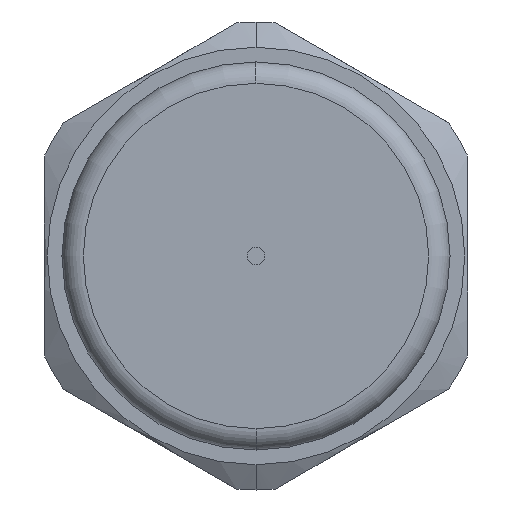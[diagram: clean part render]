
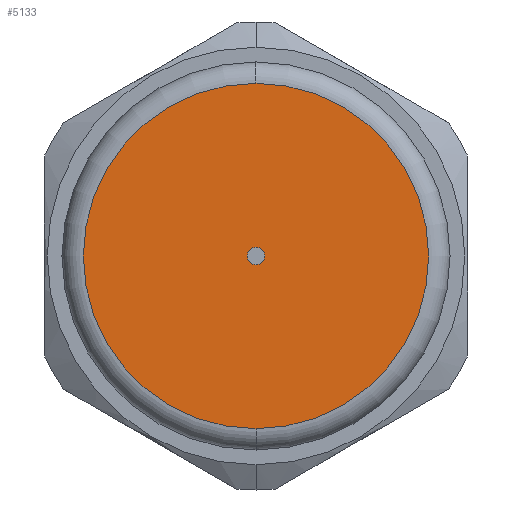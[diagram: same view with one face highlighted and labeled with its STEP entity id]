
A CAD part, left-side view. The second image highlights one B-rep face of the part: STEP entity #5133.
In plain terms, the highlighted planar face has unit normal (-1, 0, 0).
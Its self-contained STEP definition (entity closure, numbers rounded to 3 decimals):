
#44 = FACE_BOUND ( 'NONE', #1268, .T. ) ;
#465 = CARTESIAN_POINT ( 'NONE',  ( -81.893, 0., 0. ) ) ;
#542 = CARTESIAN_POINT ( 'NONE',  ( -81.893, 0., -0.6 ) ) ;
#561 = DIRECTION ( 'NONE',  ( 1., 0., 0. ) ) ;
#857 = AXIS2_PLACEMENT_3D ( 'NONE', #542, #3629, #5691 ) ;
#1124 = VERTEX_POINT ( 'NONE', #7478 ) ;
#1161 = CARTESIAN_POINT ( 'NONE',  ( -81.893, 0., -11.658 ) ) ;
#1187 = CARTESIAN_POINT ( 'NONE',  ( -81.893, 0., -0.6 ) ) ;
#1268 = EDGE_LOOP ( 'NONE', ( #3815, #5360 ) ) ;
#1307 = CARTESIAN_POINT ( 'NONE',  ( -81.893, 0., 0. ) ) ;
#1434 = DIRECTION ( 'NONE',  ( 1., 0., 0. ) ) ;
#1481 = CARTESIAN_POINT ( 'NONE',  ( -81.893, 0., 0. ) ) ;
#1673 = CIRCLE ( 'NONE', #7904, 11.658 ) ;
#1954 = EDGE_LOOP ( 'NONE', ( #4799, #6475 ) ) ;
#2650 = EDGE_CURVE ( 'NONE', #3009, #1124, #6595, .T. ) ;
#2933 = AXIS2_PLACEMENT_3D ( 'NONE', #1481, #1434, #6371 ) ;
#3009 = VERTEX_POINT ( 'NONE', #1187 ) ;
#3502 = CIRCLE ( 'NONE', #2933, 11.658 ) ;
#3551 = CARTESIAN_POINT ( 'NONE',  ( -81.893, 0., 0. ) ) ;
#3629 = DIRECTION ( 'NONE',  ( -1., 0., 0. ) ) ;
#3642 = CARTESIAN_POINT ( 'NONE',  ( -81.893, 0., 11.658 ) ) ;
#3815 = ORIENTED_EDGE ( 'NONE', *, *, #2650, .T. ) ;
#4194 = DIRECTION ( 'NONE',  ( 0., 0., -1. ) ) ;
#4581 = AXIS2_PLACEMENT_3D ( 'NONE', #1307, #5611, #7415 ) ;
#4799 = ORIENTED_EDGE ( 'NONE', *, *, #7956, .F. ) ;
#4879 = DIRECTION ( 'NONE',  ( 0., 0., -1. ) ) ;
#5133 = ADVANCED_FACE ( 'NONE', ( #44, #7707 ), #5433, .T. ) ;
#5296 = VERTEX_POINT ( 'NONE', #3642 ) ;
#5360 = ORIENTED_EDGE ( 'NONE', *, *, #5456, .T. ) ;
#5433 = PLANE ( 'NONE',  #857 ) ;
#5456 = EDGE_CURVE ( 'NONE', #1124, #3009, #6444, .T. ) ;
#5611 = DIRECTION ( 'NONE',  ( 1., 0., 0. ) ) ;
#5691 = DIRECTION ( 'NONE',  ( 0., 0., 1. ) ) ;
#5804 = AXIS2_PLACEMENT_3D ( 'NONE', #465, #7311, #4194 ) ;
#6371 = DIRECTION ( 'NONE',  ( 0., 0., -1. ) ) ;
#6444 = CIRCLE ( 'NONE', #4581, 0.6 ) ;
#6475 = ORIENTED_EDGE ( 'NONE', *, *, #7239, .F. ) ;
#6595 = CIRCLE ( 'NONE', #5804, 0.6 ) ;
#7239 = EDGE_CURVE ( 'NONE', #5296, #7935, #3502, .T. ) ;
#7311 = DIRECTION ( 'NONE',  ( 1., 0., 0. ) ) ;
#7415 = DIRECTION ( 'NONE',  ( 0., 0., -1. ) ) ;
#7478 = CARTESIAN_POINT ( 'NONE',  ( -81.893, 0., 0.6 ) ) ;
#7707 = FACE_OUTER_BOUND ( 'NONE', #1954, .T. ) ;
#7904 = AXIS2_PLACEMENT_3D ( 'NONE', #3551, #561, #4879 ) ;
#7935 = VERTEX_POINT ( 'NONE', #1161 ) ;
#7956 = EDGE_CURVE ( 'NONE', #7935, #5296, #1673, .T. ) ;
